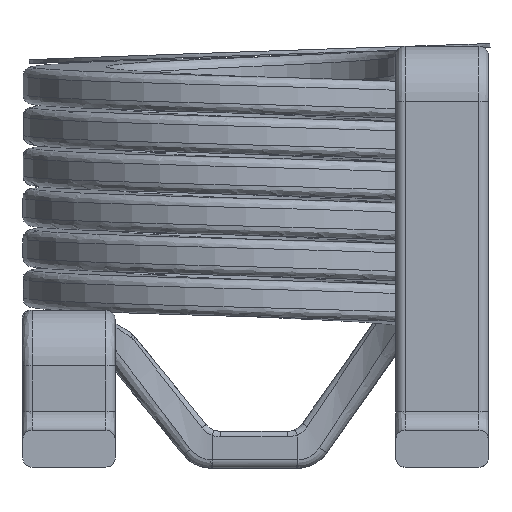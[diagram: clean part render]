
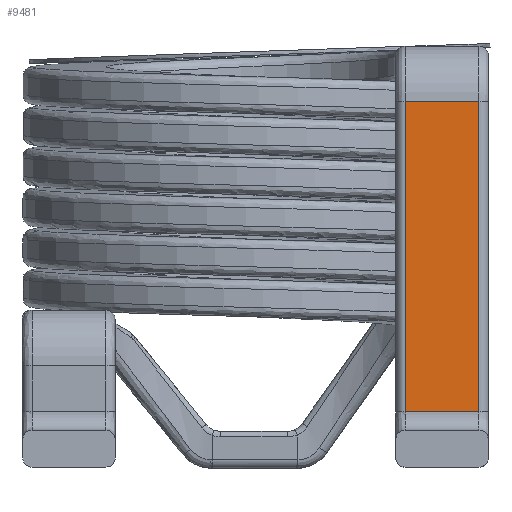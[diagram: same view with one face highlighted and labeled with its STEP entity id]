
A CAD part, top view. The second image highlights one B-rep face of the part: STEP entity #9481.
In plain terms, the highlighted planar face has unit normal (0, 0, 1).
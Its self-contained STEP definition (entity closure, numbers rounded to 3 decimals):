
#1115 = ORIENTED_EDGE ( 'NONE', *, *, #12093, .F. ) ;
#1177 = CARTESIAN_POINT ( 'NONE',  ( 6.05, -2.25, 7.28 ) ) ;
#1651 = CARTESIAN_POINT ( 'NONE',  ( 4.05, -2.25, 7.28 ) ) ;
#1820 = EDGE_CURVE ( 'NONE', #3506, #7470, #4192, .T. ) ;
#2644 = LINE ( 'NONE', #8164, #8581 ) ;
#3284 = DIRECTION ( 'NONE',  ( 0., -1., 0. ) ) ;
#3506 = VERTEX_POINT ( 'NONE', #9528 ) ;
#3871 = ORIENTED_EDGE ( 'NONE', *, *, #5605, .T. ) ;
#4192 = LINE ( 'NONE', #15909, #6565 ) ;
#4953 = LINE ( 'NONE', #10181, #10383 ) ;
#5043 = VECTOR ( 'NONE', #6174, 1000. ) ;
#5323 = ORIENTED_EDGE ( 'NONE', *, *, #1820, .T. ) ;
#5491 = VERTEX_POINT ( 'NONE', #1177 ) ;
#5605 = EDGE_CURVE ( 'NONE', #13751, #5491, #4953, .T. ) ;
#6163 = FACE_OUTER_BOUND ( 'NONE', #12041, .T. ) ;
#6174 = DIRECTION ( 'NONE',  ( 0., 1., 0. ) ) ;
#6565 = VECTOR ( 'NONE', #6727, 1000. ) ;
#6727 = DIRECTION ( 'NONE',  ( -1., 0., 0. ) ) ;
#7470 = VERTEX_POINT ( 'NONE', #15453 ) ;
#8164 = CARTESIAN_POINT ( 'NONE',  ( 6.05, 6.15, 7.28 ) ) ;
#8581 = VECTOR ( 'NONE', #15656, 1000. ) ;
#8907 = DIRECTION ( 'NONE',  ( 1., 0., 0. ) ) ;
#9481 = ADVANCED_FACE ( 'NONE', ( #6163 ), #9740, .T. ) ;
#9528 = CARTESIAN_POINT ( 'NONE',  ( 6.05, 6.15, 7.28 ) ) ;
#9740 = PLANE ( 'NONE',  #16489 ) ;
#10181 = CARTESIAN_POINT ( 'NONE',  ( 6.05, -2.25, 7.28 ) ) ;
#10383 = VECTOR ( 'NONE', #8907, 1000. ) ;
#10974 = ORIENTED_EDGE ( 'NONE', *, *, #12499, .T. ) ;
#11263 = CARTESIAN_POINT ( 'NONE',  ( 6.05, 6.15, 7.28 ) ) ;
#12041 = EDGE_LOOP ( 'NONE', ( #3871, #10974, #5323, #1115 ) ) ;
#12093 = EDGE_CURVE ( 'NONE', #13751, #7470, #15371, .T. ) ;
#12475 = CARTESIAN_POINT ( 'NONE',  ( 4.05, 1.95, 7.28 ) ) ;
#12499 = EDGE_CURVE ( 'NONE', #5491, #3506, #2644, .T. ) ;
#13643 = DIRECTION ( 'NONE',  ( 0., 0., 1. ) ) ;
#13751 = VERTEX_POINT ( 'NONE', #1651 ) ;
#15371 = LINE ( 'NONE', #12475, #5043 ) ;
#15453 = CARTESIAN_POINT ( 'NONE',  ( 4.05, 6.15, 7.28 ) ) ;
#15656 = DIRECTION ( 'NONE',  ( 0., 1., 0. ) ) ;
#15909 = CARTESIAN_POINT ( 'NONE',  ( 6.05, 6.15, 7.28 ) ) ;
#16489 = AXIS2_PLACEMENT_3D ( 'NONE', #11263, #13643, #3284 ) ;
